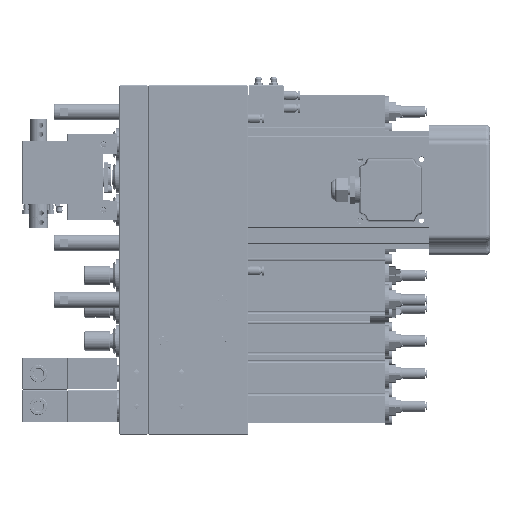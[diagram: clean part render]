
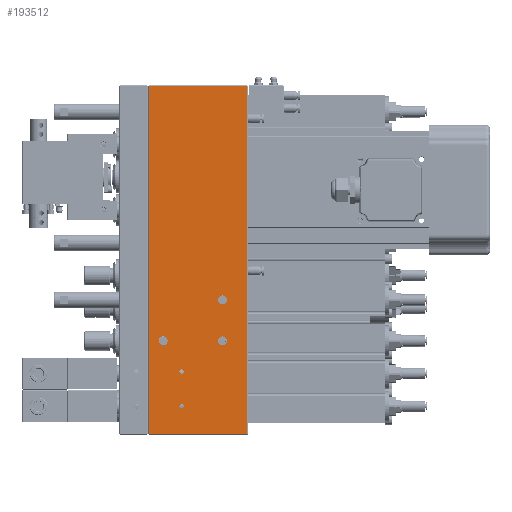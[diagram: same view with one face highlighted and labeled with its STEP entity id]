
A CAD part, left-side view. The second image highlights one B-rep face of the part: STEP entity #193512.
In plain terms, the highlighted planar face has unit normal (-1, 0, 0).
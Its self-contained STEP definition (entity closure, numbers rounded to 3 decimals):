
#1201 = VERTEX_POINT ( 'NONE', #58727 ) ;
#1269 = CARTESIAN_POINT ( 'NONE',  ( -218., 98., 249. ) ) ;
#2518 = AXIS2_PLACEMENT_3D ( 'NONE', #273691, #300406, #152733 ) ;
#4570 = EDGE_CURVE ( 'NONE', #114126, #33956, #240550, .T. ) ;
#8632 = AXIS2_PLACEMENT_3D ( 'NONE', #31945, #227630, #28748 ) ;
#16215 = AXIS2_PLACEMENT_3D ( 'NONE', #63365, #111317, #305065 ) ;
#18636 = DIRECTION ( 'NONE',  ( -1., 0., 0. ) ) ;
#25215 = VERTEX_POINT ( 'NONE', #51828 ) ;
#26338 = AXIS2_PLACEMENT_3D ( 'NONE', #63397, #134986, #163796 ) ;
#28748 = DIRECTION ( 'NONE',  ( 0., 0., 1. ) ) ;
#30102 = DIRECTION ( 'NONE',  ( -1., 0., 0. ) ) ;
#31945 = CARTESIAN_POINT ( 'NONE',  ( -218., 25., 40. ) ) ;
#33091 = ORIENTED_EDGE ( 'NONE', *, *, #181538, .T. ) ;
#33956 = VERTEX_POINT ( 'NONE', #93654 ) ;
#34498 = ORIENTED_EDGE ( 'NONE', *, *, #98412, .T. ) ;
#39183 = CARTESIAN_POINT ( 'NONE',  ( -218., 65., -64. ) ) ;
#41249 = EDGE_CURVE ( 'NONE', #33956, #114126, #48446, .T. ) ;
#42442 = ORIENTED_EDGE ( 'NONE', *, *, #304449, .F. ) ;
#43771 = LINE ( 'NONE', #280572, #93449 ) ;
#45143 = CARTESIAN_POINT ( 'NONE',  ( -218., 65., -30. ) ) ;
#47348 = DIRECTION ( 'NONE',  ( -1., 0., 0. ) ) ;
#48446 = CIRCLE ( 'NONE', #26338, 2.1 ) ;
#51828 = CARTESIAN_POINT ( 'NONE',  ( -218., 1., 249. ) ) ;
#58727 = CARTESIAN_POINT ( 'NONE',  ( -218., 1., -91. ) ) ;
#63111 = CARTESIAN_POINT ( 'NONE',  ( -218., 25., -4.4 ) ) ;
#63365 = CARTESIAN_POINT ( 'NONE',  ( -218., 65., -64. ) ) ;
#63397 = CARTESIAN_POINT ( 'NONE',  ( -218., 65., -30. ) ) ;
#69475 = DIRECTION ( 'NONE',  ( 0., 0., 1. ) ) ;
#70253 = FACE_BOUND ( 'NONE', #130416, .T. ) ;
#72022 = DIRECTION ( 'NONE',  ( 0., 0., 1. ) ) ;
#72168 = EDGE_LOOP ( 'NONE', ( #208869, #155163 ) ) ;
#74834 = CARTESIAN_POINT ( 'NONE',  ( -218., 98., -92. ) ) ;
#81901 = VERTEX_POINT ( 'NONE', #183556 ) ;
#82687 = DIRECTION ( 'NONE',  ( 0., -1., 0. ) ) ;
#83245 = EDGE_CURVE ( 'NONE', #1201, #25215, #95989, .T. ) ;
#84608 = EDGE_CURVE ( 'NONE', #217683, #228947, #86490, .T. ) ;
#85648 = CARTESIAN_POINT ( 'NONE',  ( -218., 83., 4.4 ) ) ;
#86490 = CIRCLE ( 'NONE', #92421, 4.4 ) ;
#86584 = AXIS2_PLACEMENT_3D ( 'NONE', #191409, #215997, #69475 ) ;
#92421 = AXIS2_PLACEMENT_3D ( 'NONE', #299602, #30102, #283603 ) ;
#93449 = VECTOR ( 'NONE', #82687, 1000. ) ;
#93654 = CARTESIAN_POINT ( 'NONE',  ( -218., 65., -27.9 ) ) ;
#95111 = ORIENTED_EDGE ( 'NONE', *, *, #4570, .F. ) ;
#95989 = LINE ( 'NONE', #189142, #180081 ) ;
#98412 = EDGE_CURVE ( 'NONE', #310406, #1201, #43771, .T. ) ;
#100406 = DIRECTION ( 'NONE',  ( 1., 0., 0. ) ) ;
#104427 = EDGE_CURVE ( 'NONE', #25215, #245832, #303284, .T. ) ;
#111317 = DIRECTION ( 'NONE',  ( -1., 0., 0. ) ) ;
#111533 = EDGE_CURVE ( 'NONE', #263287, #265495, #194036, .T. ) ;
#114126 = VERTEX_POINT ( 'NONE', #291900 ) ;
#125291 = EDGE_LOOP ( 'NONE', ( #188255, #241799 ) ) ;
#128255 = AXIS2_PLACEMENT_3D ( 'NONE', #193930, #47348, #72022 ) ;
#130416 = EDGE_LOOP ( 'NONE', ( #187641, #307064 ) ) ;
#131162 = VERTEX_POINT ( 'NONE', #252302 ) ;
#133089 = EDGE_CURVE ( 'NONE', #81901, #313322, #148026, .T. ) ;
#134195 = LINE ( 'NONE', #153922, #183911 ) ;
#134986 = DIRECTION ( 'NONE',  ( -1., 0., 0. ) ) ;
#135212 = FACE_BOUND ( 'NONE', #125291, .T. ) ;
#144680 = CIRCLE ( 'NONE', #8632, 4.4 ) ;
#148026 = CIRCLE ( 'NONE', #16215, 2.1 ) ;
#150132 = CARTESIAN_POINT ( 'NONE',  ( -218., 25., 35.6 ) ) ;
#152733 = DIRECTION ( 'NONE',  ( 0., 0., 1. ) ) ;
#152770 = CIRCLE ( 'NONE', #86584, 4.4 ) ;
#153922 = CARTESIAN_POINT ( 'NONE',  ( -218., 97., -92. ) ) ;
#155163 = ORIENTED_EDGE ( 'NONE', *, *, #173136, .F. ) ;
#156002 = ORIENTED_EDGE ( 'NONE', *, *, #104427, .T. ) ;
#162124 = EDGE_CURVE ( 'NONE', #228947, #217683, #306770, .T. ) ;
#163489 = CARTESIAN_POINT ( 'NONE',  ( -218., 97., -91. ) ) ;
#163796 = DIRECTION ( 'NONE',  ( 0., 0., 1. ) ) ;
#165084 = CARTESIAN_POINT ( 'NONE',  ( -218., 25., 0. ) ) ;
#173134 = VECTOR ( 'NONE', #221623, 1000. ) ;
#173136 = EDGE_CURVE ( 'NONE', #315518, #131162, #144680, .T. ) ;
#177269 = FACE_BOUND ( 'NONE', #72168, .T. ) ;
#180081 = VECTOR ( 'NONE', #267222, 1000. ) ;
#181538 = EDGE_CURVE ( 'NONE', #245832, #310406, #134195, .T. ) ;
#183556 = CARTESIAN_POINT ( 'NONE',  ( -218., 65., -66.1 ) ) ;
#183911 = VECTOR ( 'NONE', #253447, 1000. ) ;
#187641 = ORIENTED_EDGE ( 'NONE', *, *, #275260, .F. ) ;
#188255 = ORIENTED_EDGE ( 'NONE', *, *, #162124, .F. ) ;
#189142 = CARTESIAN_POINT ( 'NONE',  ( -218., 1., -92. ) ) ;
#189898 = DIRECTION ( 'NONE',  ( -1., 0., 0. ) ) ;
#190036 = EDGE_LOOP ( 'NONE', ( #214133, #95111 ) ) ;
#191409 = CARTESIAN_POINT ( 'NONE',  ( -218., 83., 0. ) ) ;
#192699 = FACE_BOUND ( 'NONE', #206658, .T. ) ;
#193512 = ADVANCED_FACE ( 'NONE', ( #273049, #192699, #177269, #135212, #70253, #227070 ), #225642, .F. ) ;
#193930 = CARTESIAN_POINT ( 'NONE',  ( -218., 25., 40. ) ) ;
#194036 = CIRCLE ( 'NONE', #2518, 4.4 ) ;
#194720 = EDGE_LOOP ( 'NONE', ( #33091, #34498, #208530, #156002 ) ) ;
#201254 = AXIS2_PLACEMENT_3D ( 'NONE', #165084, #18636, #241054 ) ;
#202132 = AXIS2_PLACEMENT_3D ( 'NONE', #39183, #189898, #288347 ) ;
#206658 = EDGE_LOOP ( 'NONE', ( #311383, #42442 ) ) ;
#208530 = ORIENTED_EDGE ( 'NONE', *, *, #83245, .T. ) ;
#208869 = ORIENTED_EDGE ( 'NONE', *, *, #250329, .F. ) ;
#214133 = ORIENTED_EDGE ( 'NONE', *, *, #41249, .F. ) ;
#214138 = DIRECTION ( 'NONE',  ( 0., 0., 1. ) ) ;
#215220 = DIRECTION ( 'NONE',  ( -1., 0., 0. ) ) ;
#215997 = DIRECTION ( 'NONE',  ( -1., 0., 0. ) ) ;
#217683 = VERTEX_POINT ( 'NONE', #63111 ) ;
#221623 = DIRECTION ( 'NONE',  ( 0., 1., 0. ) ) ;
#222630 = CIRCLE ( 'NONE', #128255, 4.4 ) ;
#225020 = CARTESIAN_POINT ( 'NONE',  ( -218., 97., 249. ) ) ;
#225642 = PLANE ( 'NONE',  #250345 ) ;
#227070 = FACE_BOUND ( 'NONE', #190036, .T. ) ;
#227630 = DIRECTION ( 'NONE',  ( -1., 0., 0. ) ) ;
#228947 = VERTEX_POINT ( 'NONE', #285063 ) ;
#240550 = CIRCLE ( 'NONE', #274110, 2.1 ) ;
#241054 = DIRECTION ( 'NONE',  ( 0., 0., 1. ) ) ;
#241799 = ORIENTED_EDGE ( 'NONE', *, *, #84608, .F. ) ;
#245832 = VERTEX_POINT ( 'NONE', #225020 ) ;
#246081 = CIRCLE ( 'NONE', #202132, 2.1 ) ;
#250329 = EDGE_CURVE ( 'NONE', #131162, #315518, #222630, .T. ) ;
#250345 = AXIS2_PLACEMENT_3D ( 'NONE', #74834, #100406, #271650 ) ;
#252302 = CARTESIAN_POINT ( 'NONE',  ( -218., 25., 44.4 ) ) ;
#253447 = DIRECTION ( 'NONE',  ( 0., 0., -1. ) ) ;
#263287 = VERTEX_POINT ( 'NONE', #85648 ) ;
#265495 = VERTEX_POINT ( 'NONE', #284207 ) ;
#267222 = DIRECTION ( 'NONE',  ( 0., 0., 1. ) ) ;
#271478 = CARTESIAN_POINT ( 'NONE',  ( -218., 65., -61.9 ) ) ;
#271650 = DIRECTION ( 'NONE',  ( 0., 0., -1. ) ) ;
#273049 = FACE_OUTER_BOUND ( 'NONE', #194720, .T. ) ;
#273691 = CARTESIAN_POINT ( 'NONE',  ( -218., 83., 0. ) ) ;
#274110 = AXIS2_PLACEMENT_3D ( 'NONE', #45143, #215220, #214138 ) ;
#275260 = EDGE_CURVE ( 'NONE', #313322, #81901, #246081, .T. ) ;
#280572 = CARTESIAN_POINT ( 'NONE',  ( -218., 98., -91. ) ) ;
#283603 = DIRECTION ( 'NONE',  ( 0., 0., 1. ) ) ;
#284207 = CARTESIAN_POINT ( 'NONE',  ( -218., 83., -4.4 ) ) ;
#285063 = CARTESIAN_POINT ( 'NONE',  ( -218., 25., 4.4 ) ) ;
#288347 = DIRECTION ( 'NONE',  ( 0., 0., 1. ) ) ;
#291900 = CARTESIAN_POINT ( 'NONE',  ( -218., 65., -32.1 ) ) ;
#299602 = CARTESIAN_POINT ( 'NONE',  ( -218., 25., 0. ) ) ;
#300406 = DIRECTION ( 'NONE',  ( -1., 0., 0. ) ) ;
#303284 = LINE ( 'NONE', #1269, #173134 ) ;
#304449 = EDGE_CURVE ( 'NONE', #265495, #263287, #152770, .T. ) ;
#305065 = DIRECTION ( 'NONE',  ( 0., 0., 1. ) ) ;
#306770 = CIRCLE ( 'NONE', #201254, 4.4 ) ;
#307064 = ORIENTED_EDGE ( 'NONE', *, *, #133089, .F. ) ;
#310406 = VERTEX_POINT ( 'NONE', #163489 ) ;
#311383 = ORIENTED_EDGE ( 'NONE', *, *, #111533, .F. ) ;
#313322 = VERTEX_POINT ( 'NONE', #271478 ) ;
#315518 = VERTEX_POINT ( 'NONE', #150132 ) ;
